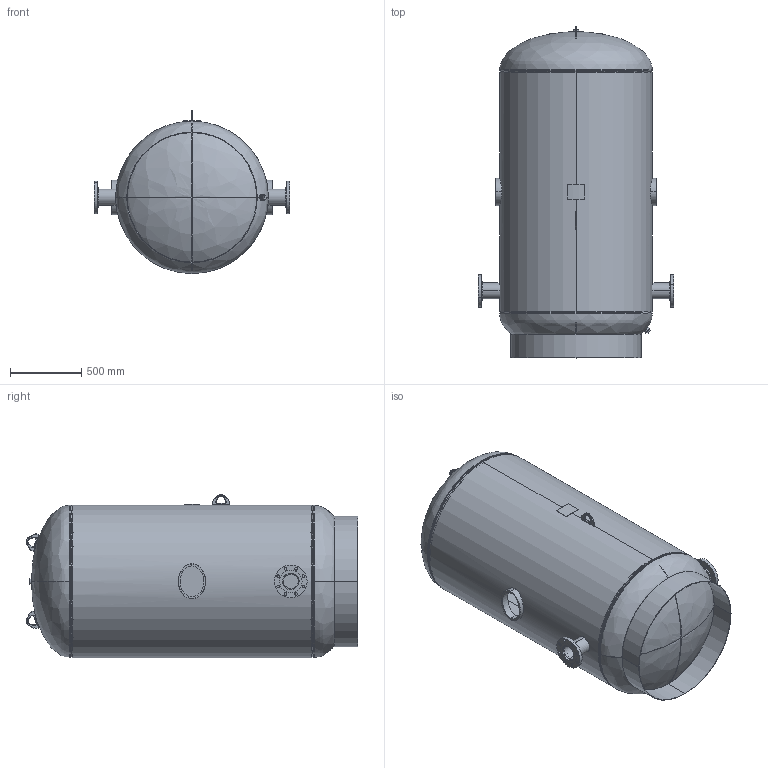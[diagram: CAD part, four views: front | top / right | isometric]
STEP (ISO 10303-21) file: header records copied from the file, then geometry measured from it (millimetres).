
FILE_DESCRIPTION (( 'STEP AP203' ), '1' );
FILE_NAME ('CBT-500.4.STEP', '2019-12-18T18:26:46', ( '' ), ( '' ), 'SwSTEP 2.0', 'SolidWorks 2019', '' );
FILE_SCHEMA (( 'CONFIG_CONTROL_DESIGN' ));
Length unit declared in the file: inch
Products named in the file (17): 9500050; 55K0266; 9461070; 9400542; 55A0619_default; 9500040; PLUGS_9500150; CBT-500.4; Manways_9700115; 9200230; 9301090_6.25; 99B2304; 9455042; 55Q0378; 9600830_42" VERT
Assembly tree (32 placements, depth 3):
  CBT-500.4
    99B2304
    9200230
    9200230
    9500040
    9500050
    Manways_9700115  x2
    PLUGS_9500150
    55A0619_default
      9301090_6.25
      9461070
    55A0619_default
      9301090_6.25
      9461070
    9455042
    55K0266  x12
    9400542  x3
    55Q0378
    9600830_42" VERT
Bounding box: 1371.6 x 2323.77 x 1142.72 mm (x, y, z)
Volume: 59726176.7 mm3; surface area: 21307630.9 mm2
Topology: 30 solids, 30 shells, 498 faces, 1132 edges, 695 vertices
Faces by surface type: cylinder 195, plane 160, torus 84, bspline 35, cone 24
Entity records: 18365 total; most frequent: CARTESIAN_POINT 9870, DIRECTION 1389, ORIENTED_EDGE 1240, EDGE_CURVE 620, AXIS2_PLACEMENT_3D 580, VERTEX_POINT 383, EDGE_LOOP 311, CIRCLE 306
